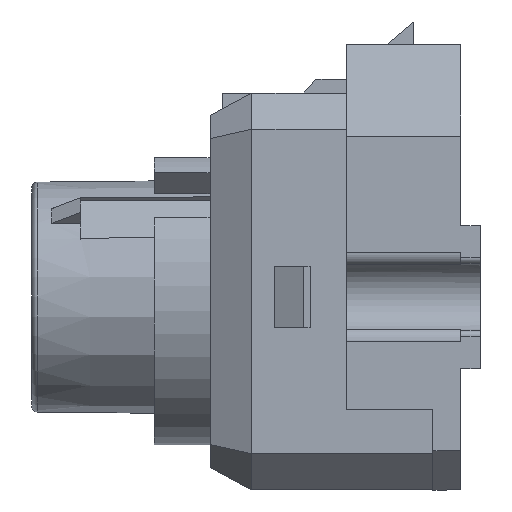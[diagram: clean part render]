
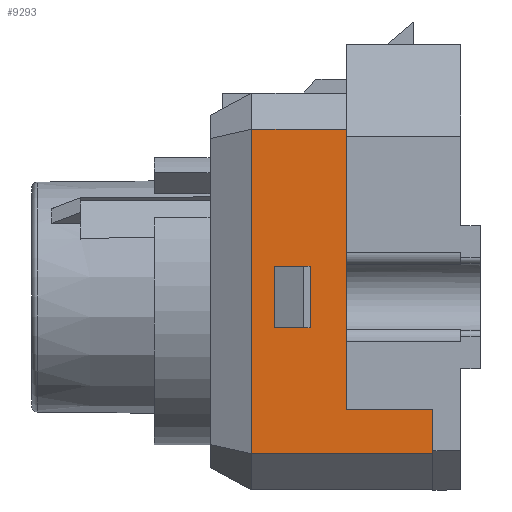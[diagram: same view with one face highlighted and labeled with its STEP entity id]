
A CAD part, left-side view. The second image highlights one B-rep face of the part: STEP entity #9293.
In plain terms, the highlighted planar face has unit normal (-1, 0, 0).
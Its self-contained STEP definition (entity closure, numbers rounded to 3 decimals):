
#74 = DIRECTION ( 'NONE',  ( 0., -1., 0. ) ) ;
#80 = VERTEX_POINT ( 'NONE', #1857 ) ;
#130 = CARTESIAN_POINT ( 'NONE',  ( -7.175, 4.8, 0. ) ) ;
#261 = VECTOR ( 'NONE', #3854, 1000. ) ;
#350 = VECTOR ( 'NONE', #6224, 1000. ) ;
#375 = CARTESIAN_POINT ( 'NONE',  ( -7.175, 4.8, 5.825 ) ) ;
#387 = DIRECTION ( 'NONE',  ( 0., 0., -1. ) ) ;
#429 = LINE ( 'NONE', #4871, #2022 ) ;
#605 = CARTESIAN_POINT ( 'NONE',  ( -7.175, 4., 2.8 ) ) ;
#697 = CARTESIAN_POINT ( 'NONE',  ( -7.175, 6.1, 0.9 ) ) ;
#766 = VECTOR ( 'NONE', #6543, 1000. ) ;
#810 = EDGE_CURVE ( 'NONE', #4107, #80, #1334, .T. ) ;
#841 = DIRECTION ( 'NONE',  ( 0., 1., 0. ) ) ;
#848 = CARTESIAN_POINT ( 'NONE',  ( -7.175, 7.4, 0.9 ) ) ;
#1164 = ORIENTED_EDGE ( 'NONE', *, *, #2501, .F. ) ;
#1219 = AXIS2_PLACEMENT_3D ( 'NONE', #4063, #7847, #4104 ) ;
#1318 = VERTEX_POINT ( 'NONE', #3626 ) ;
#1334 = LINE ( 'NONE', #7221, #2056 ) ;
#1336 = CARTESIAN_POINT ( 'NONE',  ( -7.175, 6.1, -1.3 ) ) ;
#1359 = LINE ( 'NONE', #5201, #6434 ) ;
#1380 = VECTOR ( 'NONE', #3452, 1000. ) ;
#1453 = CARTESIAN_POINT ( 'NONE',  ( -7.175, 1.7, -4.225 ) ) ;
#1635 = EDGE_CURVE ( 'NONE', #1318, #9442, #1359, .T. ) ;
#1697 = CARTESIAN_POINT ( 'NONE',  ( -7.175, 4., 0. ) ) ;
#1857 = CARTESIAN_POINT ( 'NONE',  ( -7.175, 4.8, -4.225 ) ) ;
#1860 = VERTEX_POINT ( 'NONE', #5725 ) ;
#1872 = EDGE_CURVE ( 'NONE', #2943, #1860, #1963, .T. ) ;
#1877 = CARTESIAN_POINT ( 'NONE',  ( -7.175, 0., 2.8 ) ) ;
#1881 = EDGE_CURVE ( 'NONE', #9442, #4107, #7179, .T. ) ;
#1963 = LINE ( 'NONE', #1336, #1380 ) ;
#1983 = VERTEX_POINT ( 'NONE', #605 ) ;
#2022 = VECTOR ( 'NONE', #9288, 1000. ) ;
#2055 = CARTESIAN_POINT ( 'NONE',  ( -7.175, 6.1, -1.3 ) ) ;
#2056 = VECTOR ( 'NONE', #5234, 1000. ) ;
#2084 = ORIENTED_EDGE ( 'NONE', *, *, #3085, .T. ) ;
#2192 = CARTESIAN_POINT ( 'NONE',  ( -7.175, 4.8, 0. ) ) ;
#2264 = DIRECTION ( 'NONE',  ( 0., 0., -1. ) ) ;
#2385 = EDGE_CURVE ( 'NONE', #1983, #3549, #6762, .T. ) ;
#2417 = VECTOR ( 'NONE', #8710, 1000. ) ;
#2495 = LINE ( 'NONE', #9181, #2566 ) ;
#2501 = EDGE_CURVE ( 'NONE', #3549, #3456, #7731, .T. ) ;
#2523 = ORIENTED_EDGE ( 'NONE', *, *, #5344, .F. ) ;
#2566 = VECTOR ( 'NONE', #4712, 1000. ) ;
#2594 = VECTOR ( 'NONE', #5679, 1000. ) ;
#2772 = CARTESIAN_POINT ( 'NONE',  ( -7.175, 4.8, 2.8 ) ) ;
#2805 = FACE_BOUND ( 'NONE', #7027, .T. ) ;
#2943 = VERTEX_POINT ( 'NONE', #2055 ) ;
#2968 = VERTEX_POINT ( 'NONE', #2772 ) ;
#3085 = EDGE_CURVE ( 'NONE', #7028, #1318, #429, .T. ) ;
#3452 = DIRECTION ( 'NONE',  ( 0., 1., 0. ) ) ;
#3456 = VERTEX_POINT ( 'NONE', #8409 ) ;
#3549 = VERTEX_POINT ( 'NONE', #8501 ) ;
#3626 = CARTESIAN_POINT ( 'NONE',  ( -7.175, 8.2, -5.825 ) ) ;
#3854 = DIRECTION ( 'NONE',  ( 0., 1., 0. ) ) ;
#3932 = VECTOR ( 'NONE', #2264, 1000. ) ;
#4009 = LINE ( 'NONE', #5508, #7074 ) ;
#4063 = CARTESIAN_POINT ( 'NONE',  ( -7.175, 34.823, 0. ) ) ;
#4104 = DIRECTION ( 'NONE',  ( 0., 0., -1. ) ) ;
#4107 = VERTEX_POINT ( 'NONE', #1453 ) ;
#4250 = EDGE_CURVE ( 'NONE', #9006, #2968, #6754, .T. ) ;
#4302 = CARTESIAN_POINT ( 'NONE',  ( -7.175, 1.7, -5.825 ) ) ;
#4712 = DIRECTION ( 'NONE',  ( 0., 0., -1. ) ) ;
#4775 = VERTEX_POINT ( 'NONE', #848 ) ;
#4865 = CARTESIAN_POINT ( 'NONE',  ( -7.175, 0., -3.2 ) ) ;
#4871 = CARTESIAN_POINT ( 'NONE',  ( -7.175, 8.2, -5.825 ) ) ;
#4981 = LINE ( 'NONE', #7536, #2417 ) ;
#5144 = CARTESIAN_POINT ( 'NONE',  ( -7.175, 34.823, 5.825 ) ) ;
#5146 = ORIENTED_EDGE ( 'NONE', *, *, #1872, .T. ) ;
#5201 = CARTESIAN_POINT ( 'NONE',  ( -7.175, 4.8, -5.825 ) ) ;
#5234 = DIRECTION ( 'NONE',  ( 0., 1., 0. ) ) ;
#5255 = EDGE_CURVE ( 'NONE', #4775, #1860, #4009, .T. ) ;
#5305 = DIRECTION ( 'NONE',  ( 0., 0., -1. ) ) ;
#5344 = EDGE_CURVE ( 'NONE', #6752, #4775, #4981, .T. ) ;
#5404 = ORIENTED_EDGE ( 'NONE', *, *, #6815, .F. ) ;
#5465 = EDGE_CURVE ( 'NONE', #6752, #2943, #2495, .T. ) ;
#5508 = CARTESIAN_POINT ( 'NONE',  ( -7.175, 7.4, 0.9 ) ) ;
#5554 = EDGE_CURVE ( 'NONE', #1983, #2968, #8310, .T. ) ;
#5679 = DIRECTION ( 'NONE',  ( 0., 0., 1. ) ) ;
#5725 = CARTESIAN_POINT ( 'NONE',  ( -7.175, 7.4, -1.3 ) ) ;
#6008 = LINE ( 'NONE', #5144, #7610 ) ;
#6224 = DIRECTION ( 'NONE',  ( 0., 1., 0. ) ) ;
#6341 = EDGE_LOOP ( 'NONE', ( #8447, #2084, #8403, #8342, #7518, #5404, #1164, #6439, #6828, #8048 ) ) ;
#6434 = VECTOR ( 'NONE', #74, 1000. ) ;
#6439 = ORIENTED_EDGE ( 'NONE', *, *, #2385, .F. ) ;
#6543 = DIRECTION ( 'NONE',  ( 0., 0., -1. ) ) ;
#6752 = VERTEX_POINT ( 'NONE', #697 ) ;
#6754 = LINE ( 'NONE', #130, #9263 ) ;
#6762 = LINE ( 'NONE', #1697, #3932 ) ;
#6815 = EDGE_CURVE ( 'NONE', #3456, #80, #8823, .T. ) ;
#6828 = ORIENTED_EDGE ( 'NONE', *, *, #5554, .T. ) ;
#7027 = EDGE_LOOP ( 'NONE', ( #2523, #8960, #5146, #9127 ) ) ;
#7028 = VERTEX_POINT ( 'NONE', #8079 ) ;
#7074 = VECTOR ( 'NONE', #387, 1000. ) ;
#7179 = LINE ( 'NONE', #7759, #2594 ) ;
#7221 = CARTESIAN_POINT ( 'NONE',  ( -7.175, -4.601, -4.225 ) ) ;
#7518 = ORIENTED_EDGE ( 'NONE', *, *, #810, .T. ) ;
#7536 = CARTESIAN_POINT ( 'NONE',  ( -7.175, 6.1, 0.9 ) ) ;
#7610 = VECTOR ( 'NONE', #841, 1000. ) ;
#7731 = LINE ( 'NONE', #4865, #350 ) ;
#7759 = CARTESIAN_POINT ( 'NONE',  ( -7.175, 1.7, -4.025 ) ) ;
#7847 = DIRECTION ( 'NONE',  ( 1., 0., 0. ) ) ;
#7916 = EDGE_CURVE ( 'NONE', #9006, #7028, #6008, .T. ) ;
#7984 = PLANE ( 'NONE',  #1219 ) ;
#8048 = ORIENTED_EDGE ( 'NONE', *, *, #4250, .F. ) ;
#8079 = CARTESIAN_POINT ( 'NONE',  ( -7.175, 8.2, 5.825 ) ) ;
#8310 = LINE ( 'NONE', #1877, #261 ) ;
#8342 = ORIENTED_EDGE ( 'NONE', *, *, #1881, .T. ) ;
#8403 = ORIENTED_EDGE ( 'NONE', *, *, #1635, .T. ) ;
#8409 = CARTESIAN_POINT ( 'NONE',  ( -7.175, 4.8, -3.2 ) ) ;
#8447 = ORIENTED_EDGE ( 'NONE', *, *, #7916, .T. ) ;
#8501 = CARTESIAN_POINT ( 'NONE',  ( -7.175, 4., -3.2 ) ) ;
#8710 = DIRECTION ( 'NONE',  ( 0., 1., 0. ) ) ;
#8823 = LINE ( 'NONE', #2192, #766 ) ;
#8960 = ORIENTED_EDGE ( 'NONE', *, *, #5465, .T. ) ;
#9006 = VERTEX_POINT ( 'NONE', #375 ) ;
#9127 = ORIENTED_EDGE ( 'NONE', *, *, #5255, .F. ) ;
#9181 = CARTESIAN_POINT ( 'NONE',  ( -7.175, 6.1, 0.9 ) ) ;
#9263 = VECTOR ( 'NONE', #5305, 1000. ) ;
#9288 = DIRECTION ( 'NONE',  ( 0., 0., -1. ) ) ;
#9293 = ADVANCED_FACE ( 'NONE', ( #9443, #2805 ), #7984, .F. ) ;
#9442 = VERTEX_POINT ( 'NONE', #4302 ) ;
#9443 = FACE_OUTER_BOUND ( 'NONE', #6341, .T. ) ;
